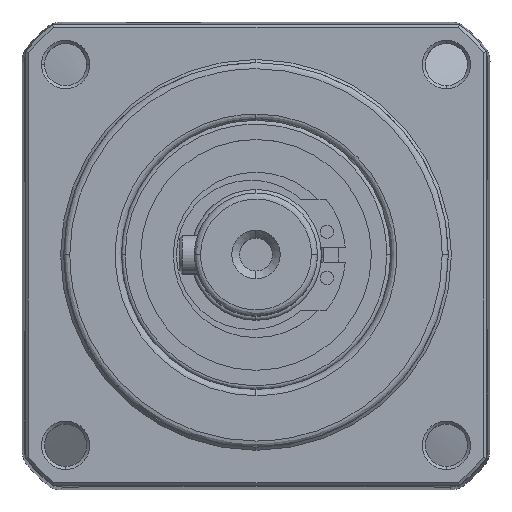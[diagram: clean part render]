
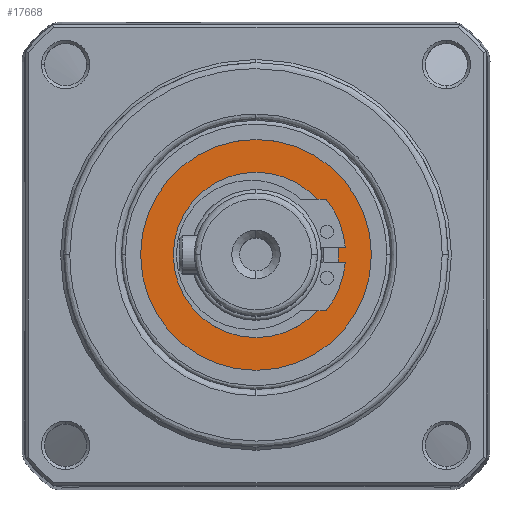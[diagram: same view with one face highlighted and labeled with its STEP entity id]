
A CAD part, top view. The second image highlights one B-rep face of the part: STEP entity #17668.
In plain terms, the highlighted planar face has unit normal (0, 0, 1).
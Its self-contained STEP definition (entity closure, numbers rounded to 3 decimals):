
#291 = CIRCLE ( 'NONE', #17957, 10.75 ) ;
#378 = VERTEX_POINT ( 'NONE', #15193 ) ;
#617 = VERTEX_POINT ( 'NONE', #11644 ) ;
#2916 = DIRECTION ( 'NONE',  ( 0., 0., -1. ) ) ;
#3597 = VERTEX_POINT ( 'NONE', #25604 ) ;
#4657 = ORIENTED_EDGE ( 'NONE', *, *, #6590, .T. ) ;
#4663 = AXIS2_PLACEMENT_3D ( 'NONE', #15472, #15271, #15247 ) ;
#6590 = EDGE_CURVE ( 'NONE', #378, #617, #291, .T. ) ;
#7568 = AXIS2_PLACEMENT_3D ( 'NONE', #16310, #2916, #18590 ) ;
#7611 = AXIS2_PLACEMENT_3D ( 'NONE', #7808, #23548, #10049 ) ;
#7808 = CARTESIAN_POINT ( 'NONE',  ( 0., 0., 9.5 ) ) ;
#8356 = ORIENTED_EDGE ( 'NONE', *, *, #13781, .T. ) ;
#9539 = DIRECTION ( 'NONE',  ( 1., 0., 0. ) ) ;
#9560 = DIRECTION ( 'NONE',  ( 0., 0., -1. ) ) ;
#9595 = CARTESIAN_POINT ( 'NONE',  ( 0., 0., 9.5 ) ) ;
#10049 = DIRECTION ( 'NONE',  ( 1., 0., 0. ) ) ;
#11644 = CARTESIAN_POINT ( 'NONE',  ( -10.75, 0., 9.5 ) ) ;
#12131 = FACE_BOUND ( 'NONE', #25459, .T. ) ;
#12849 = FACE_OUTER_BOUND ( 'NONE', #16303, .T. ) ;
#13621 = ORIENTED_EDGE ( 'NONE', *, *, #28118, .T. ) ;
#13781 = EDGE_CURVE ( 'NONE', #17428, #3597, #27305, .T. ) ;
#15193 = CARTESIAN_POINT ( 'NONE',  ( 10.75, 0., 9.5 ) ) ;
#15247 = DIRECTION ( 'NONE',  ( 1., 0., 0. ) ) ;
#15271 = DIRECTION ( 'NONE',  ( 0., 0., 1. ) ) ;
#15472 = CARTESIAN_POINT ( 'NONE',  ( 0., 0., 9.5 ) ) ;
#16135 = PLANE ( 'NONE',  #4663 ) ;
#16303 = EDGE_LOOP ( 'NONE', ( #13621, #8356 ) ) ;
#16310 = CARTESIAN_POINT ( 'NONE',  ( 0., 0., 9.5 ) ) ;
#17428 = VERTEX_POINT ( 'NONE', #21014 ) ;
#17668 = ADVANCED_FACE ( 'NONE', ( #12849, #12131 ), #16135, .T. ) ;
#17788 = CIRCLE ( 'NONE', #7568, 10.75 ) ;
#17957 = AXIS2_PLACEMENT_3D ( 'NONE', #9595, #9560, #9539 ) ;
#18036 = CIRCLE ( 'NONE', #7611, 15. ) ;
#18590 = DIRECTION ( 'NONE',  ( 1., 0., 0. ) ) ;
#21014 = CARTESIAN_POINT ( 'NONE',  ( -15., 0., 9.5 ) ) ;
#23025 = ORIENTED_EDGE ( 'NONE', *, *, #25317, .T. ) ;
#23548 = DIRECTION ( 'NONE',  ( 0., 0., 1. ) ) ;
#24254 = DIRECTION ( 'NONE',  ( 1., 0., 0. ) ) ;
#24318 = DIRECTION ( 'NONE',  ( 0., 0., 1. ) ) ;
#24344 = CARTESIAN_POINT ( 'NONE',  ( 0., 0., 9.5 ) ) ;
#25317 = EDGE_CURVE ( 'NONE', #617, #378, #17788, .T. ) ;
#25459 = EDGE_LOOP ( 'NONE', ( #4657, #23025 ) ) ;
#25604 = CARTESIAN_POINT ( 'NONE',  ( 15., 0., 9.5 ) ) ;
#26068 = AXIS2_PLACEMENT_3D ( 'NONE', #24344, #24318, #24254 ) ;
#27305 = CIRCLE ( 'NONE', #26068, 15. ) ;
#28118 = EDGE_CURVE ( 'NONE', #3597, #17428, #18036, .T. ) ;
